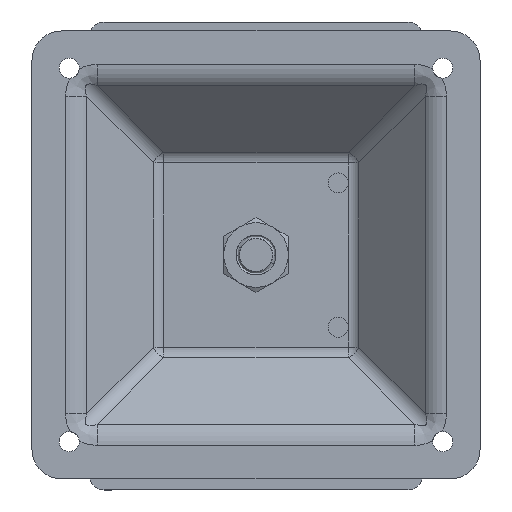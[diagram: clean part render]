
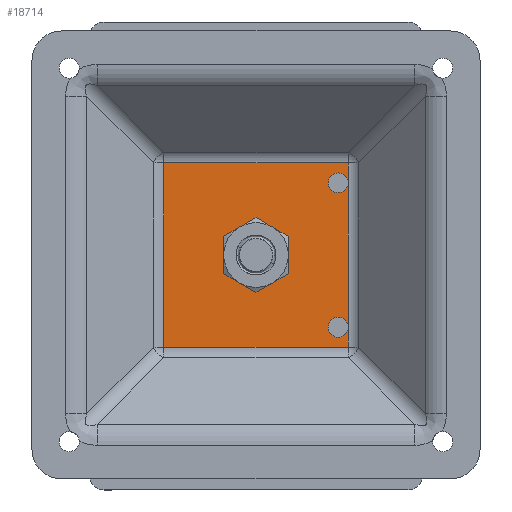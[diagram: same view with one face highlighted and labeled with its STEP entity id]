
A CAD part, top view. The second image highlights one B-rep face of the part: STEP entity #18714.
In plain terms, the highlighted face is planar.
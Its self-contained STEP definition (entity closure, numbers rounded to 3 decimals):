
#188 = CARTESIAN_POINT ( 'NONE',  ( 0., -16., 0. ) ) ;
#343 = DIRECTION ( 'NONE',  ( 0., 1., 0. ) ) ;
#734 = EDGE_CURVE ( 'NONE', #3890, #9244, #23531, .T. ) ;
#834 = CARTESIAN_POINT ( 'NONE',  ( 18.515, -16., 18.515 ) ) ;
#1517 = CIRCLE ( 'NONE', #26528, 4. ) ;
#1534 = ORIENTED_EDGE ( 'NONE', *, *, #26499, .F. ) ;
#2241 = FACE_BOUND ( 'NONE', #21434, .T. ) ;
#3890 = VERTEX_POINT ( 'NONE', #10525 ) ;
#4194 = DIRECTION ( 'NONE',  ( 0., 0., 1. ) ) ;
#4235 = EDGE_CURVE ( 'NONE', #22140, #20500, #23668, .T. ) ;
#4302 = VERTEX_POINT ( 'NONE', #25441 ) ;
#4565 = CARTESIAN_POINT ( 'NONE',  ( 0., -16., 4. ) ) ;
#4615 = VERTEX_POINT ( 'NONE', #834 ) ;
#5203 = CARTESIAN_POINT ( 'NONE',  ( 14.515, -16., -16.515 ) ) ;
#5317 = AXIS2_PLACEMENT_3D ( 'NONE', #5203, #5981, #20975 ) ;
#5394 = LINE ( 'NONE', #10025, #6908 ) ;
#5428 = DIRECTION ( 'NONE',  ( 0., 0., 1. ) ) ;
#5450 = LINE ( 'NONE', #10243, #29180 ) ;
#5981 = DIRECTION ( 'NONE',  ( 0., 1., 0. ) ) ;
#6383 = DIRECTION ( 'NONE',  ( 1., 0., 0. ) ) ;
#6532 = CIRCLE ( 'NONE', #11116, 4. ) ;
#6570 = EDGE_CURVE ( 'NONE', #20500, #22140, #26625, .T. ) ;
#6753 = CARTESIAN_POINT ( 'NONE',  ( -14.515, -16., -16.515 ) ) ;
#6908 = VECTOR ( 'NONE', #15113, 1000. ) ;
#7308 = CARTESIAN_POINT ( 'NONE',  ( 0., -16., -18.515 ) ) ;
#7379 = EDGE_CURVE ( 'NONE', #4615, #19904, #5450, .T. ) ;
#8056 = ORIENTED_EDGE ( 'NONE', *, *, #4235, .F. ) ;
#8057 = ORIENTED_EDGE ( 'NONE', *, *, #24142, .F. ) ;
#8213 = ORIENTED_EDGE ( 'NONE', *, *, #29041, .F. ) ;
#8370 = EDGE_CURVE ( 'NONE', #4302, #9244, #16263, .T. ) ;
#8730 = DIRECTION ( 'NONE',  ( 0., 0., -1. ) ) ;
#9244 = VERTEX_POINT ( 'NONE', #22467 ) ;
#9380 = LINE ( 'NONE', #7308, #23359 ) ;
#10015 = VECTOR ( 'NONE', #8730, 1000. ) ;
#10025 = CARTESIAN_POINT ( 'NONE',  ( 0., -16., -18.515 ) ) ;
#10073 = DIRECTION ( 'NONE',  ( 0., 0., -1. ) ) ;
#10160 = CIRCLE ( 'NONE', #31544, 2. ) ;
#10243 = CARTESIAN_POINT ( 'NONE',  ( 0., -16., 18.515 ) ) ;
#10525 = CARTESIAN_POINT ( 'NONE',  ( -14.515, -16., -14.515 ) ) ;
#10738 = ORIENTED_EDGE ( 'NONE', *, *, #29256, .F. ) ;
#10795 = AXIS2_PLACEMENT_3D ( 'NONE', #17181, #14945, #14787 ) ;
#11013 = ORIENTED_EDGE ( 'NONE', *, *, #8370, .F. ) ;
#11116 = AXIS2_PLACEMENT_3D ( 'NONE', #24569, #12280, #5428 ) ;
#12280 = DIRECTION ( 'NONE',  ( 0., 1., 0. ) ) ;
#12302 = DIRECTION ( 'NONE',  ( -1., 0., 0. ) ) ;
#12393 = VECTOR ( 'NONE', #6383, 1000. ) ;
#12741 = VERTEX_POINT ( 'NONE', #15748 ) ;
#13816 = EDGE_LOOP ( 'NONE', ( #8213, #19879, #10738, #11013, #8057, #29517, #27021, #16929, #27059, #8056 ) ) ;
#14338 = CARTESIAN_POINT ( 'NONE',  ( 0., -16., -18.515 ) ) ;
#14357 = PLANE ( 'NONE',  #15129 ) ;
#14787 = DIRECTION ( 'NONE',  ( 0., 0., 1. ) ) ;
#14945 = DIRECTION ( 'NONE',  ( 0., 1., 0. ) ) ;
#15113 = DIRECTION ( 'NONE',  ( 1., 0., 0. ) ) ;
#15129 = AXIS2_PLACEMENT_3D ( 'NONE', #188, #16759, #10073 ) ;
#15748 = CARTESIAN_POINT ( 'NONE',  ( 0., -16., -4. ) ) ;
#15898 = CARTESIAN_POINT ( 'NONE',  ( 14.515, -16., -14.515 ) ) ;
#16263 = LINE ( 'NONE', #14338, #12393 ) ;
#16549 = LINE ( 'NONE', #26311, #29834 ) ;
#16559 = EDGE_CURVE ( 'NONE', #24684, #4615, #16549, .T. ) ;
#16726 = EDGE_CURVE ( 'NONE', #22140, #24684, #5394, .T. ) ;
#16759 = DIRECTION ( 'NONE',  ( 0., -1., 0. ) ) ;
#16875 = VERTEX_POINT ( 'NONE', #4565 ) ;
#16929 = ORIENTED_EDGE ( 'NONE', *, *, #16726, .F. ) ;
#17181 = CARTESIAN_POINT ( 'NONE',  ( -14.515, -16., -16.515 ) ) ;
#17404 = FACE_OUTER_BOUND ( 'NONE', #13816, .T. ) ;
#17405 = DIRECTION ( 'NONE',  ( 0., 0., 1. ) ) ;
#18714 = ADVANCED_FACE ( 'NONE', ( #2241, #17404 ), #14357, .F. ) ;
#19879 = ORIENTED_EDGE ( 'NONE', *, *, #734, .F. ) ;
#19904 = VERTEX_POINT ( 'NONE', #24593 ) ;
#20396 = LINE ( 'NONE', #30283, #10015 ) ;
#20500 = VERTEX_POINT ( 'NONE', #15898 ) ;
#20975 = DIRECTION ( 'NONE',  ( 0., 0., 1. ) ) ;
#21342 = ORIENTED_EDGE ( 'NONE', *, *, #31487, .F. ) ;
#21434 = EDGE_LOOP ( 'NONE', ( #21342, #1534 ) ) ;
#21517 = AXIS2_PLACEMENT_3D ( 'NONE', #22327, #25031, #30131 ) ;
#22140 = VERTEX_POINT ( 'NONE', #29547 ) ;
#22197 = CARTESIAN_POINT ( 'NONE',  ( 0., -16., 0. ) ) ;
#22327 = CARTESIAN_POINT ( 'NONE',  ( 14.515, -16., -16.515 ) ) ;
#22467 = CARTESIAN_POINT ( 'NONE',  ( -14.515, -16., -18.515 ) ) ;
#23359 = VECTOR ( 'NONE', #26629, 1000. ) ;
#23531 = CIRCLE ( 'NONE', #10795, 2. ) ;
#23668 = CIRCLE ( 'NONE', #5317, 2. ) ;
#23910 = DIRECTION ( 'NONE',  ( 0., 0., 1. ) ) ;
#23988 = DIRECTION ( 'NONE',  ( 0., 1., 0. ) ) ;
#24142 = EDGE_CURVE ( 'NONE', #19904, #4302, #20396, .T. ) ;
#24569 = CARTESIAN_POINT ( 'NONE',  ( 0., -16., 0. ) ) ;
#24593 = CARTESIAN_POINT ( 'NONE',  ( -18.515, -16., 18.515 ) ) ;
#24684 = VERTEX_POINT ( 'NONE', #25069 ) ;
#25031 = DIRECTION ( 'NONE',  ( 0., 1., 0. ) ) ;
#25069 = CARTESIAN_POINT ( 'NONE',  ( 18.515, -16., -18.515 ) ) ;
#25441 = CARTESIAN_POINT ( 'NONE',  ( -18.515, -16., -18.515 ) ) ;
#26311 = CARTESIAN_POINT ( 'NONE',  ( 18.515, -16., 0. ) ) ;
#26499 = EDGE_CURVE ( 'NONE', #12741, #16875, #6532, .T. ) ;
#26528 = AXIS2_PLACEMENT_3D ( 'NONE', #22197, #343, #17405 ) ;
#26625 = CIRCLE ( 'NONE', #21517, 2. ) ;
#26629 = DIRECTION ( 'NONE',  ( 1., 0., 0. ) ) ;
#27021 = ORIENTED_EDGE ( 'NONE', *, *, #16559, .F. ) ;
#27059 = ORIENTED_EDGE ( 'NONE', *, *, #6570, .F. ) ;
#29041 = EDGE_CURVE ( 'NONE', #9244, #22140, #9380, .T. ) ;
#29180 = VECTOR ( 'NONE', #12302, 1000. ) ;
#29256 = EDGE_CURVE ( 'NONE', #9244, #3890, #10160, .T. ) ;
#29517 = ORIENTED_EDGE ( 'NONE', *, *, #7379, .F. ) ;
#29547 = CARTESIAN_POINT ( 'NONE',  ( 14.515, -16., -18.515 ) ) ;
#29834 = VECTOR ( 'NONE', #23910, 1000. ) ;
#30131 = DIRECTION ( 'NONE',  ( 0., 0., 1. ) ) ;
#30283 = CARTESIAN_POINT ( 'NONE',  ( -18.515, -16., 0. ) ) ;
#31487 = EDGE_CURVE ( 'NONE', #16875, #12741, #1517, .T. ) ;
#31544 = AXIS2_PLACEMENT_3D ( 'NONE', #6753, #23988, #4194 ) ;
